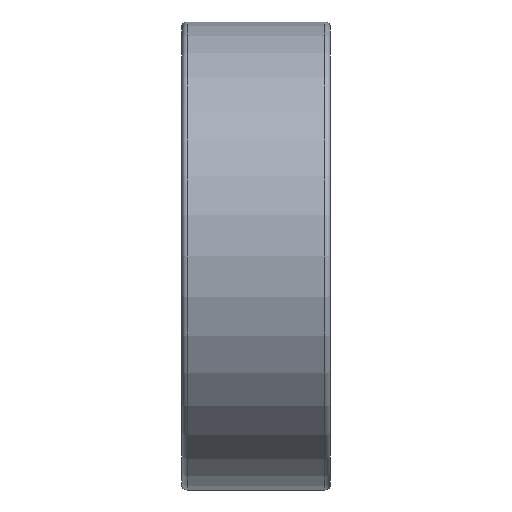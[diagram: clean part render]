
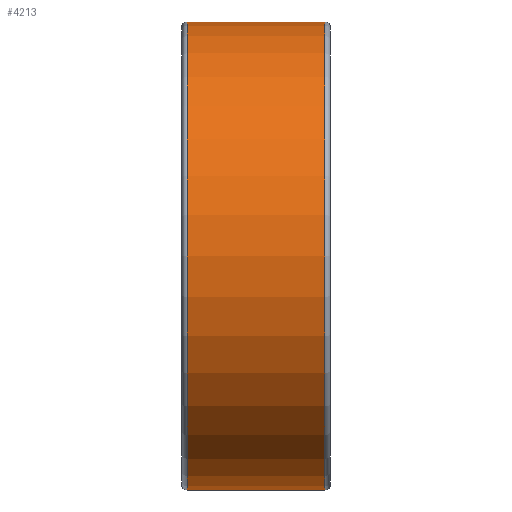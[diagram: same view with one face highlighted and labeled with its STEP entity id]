
A CAD part, front view. The second image highlights one B-rep face of the part: STEP entity #4213.
In plain terms, the highlighted cylindrical face has radius 11 mm (diameter 22 mm), a partial arc.
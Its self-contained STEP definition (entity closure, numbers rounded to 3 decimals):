
#92 = EDGE_CURVE ( 'NONE', #5099, #4456, #3185, .T. ) ;
#140 = AXIS2_PLACEMENT_3D ( 'NONE', #2544, #6559, #6051 ) ;
#175 = CARTESIAN_POINT ( 'NONE',  ( 0., 0., 11. ) ) ;
#283 = LINE ( 'NONE', #4193, #679 ) ;
#552 = CIRCLE ( 'NONE', #1313, 11. ) ;
#669 = CARTESIAN_POINT ( 'NONE',  ( -0.26, 0., 11. ) ) ;
#679 = VECTOR ( 'NONE', #6238, 1000. ) ;
#1142 = ORIENTED_EDGE ( 'NONE', *, *, #5858, .T. ) ;
#1313 = AXIS2_PLACEMENT_3D ( 'NONE', #4667, #2092, #3091 ) ;
#1325 = DIRECTION ( 'NONE',  ( 0., 0., -1. ) ) ;
#2092 = DIRECTION ( 'NONE',  ( 1., 0., 0. ) ) ;
#2178 = CIRCLE ( 'NONE', #5919, 11. ) ;
#2206 = DIRECTION ( 'NONE',  ( 1., 0., 0. ) ) ;
#2308 = CARTESIAN_POINT ( 'NONE',  ( -6.74, 0., 11. ) ) ;
#2328 = CARTESIAN_POINT ( 'NONE',  ( -6.74, 0., -11. ) ) ;
#2449 = CYLINDRICAL_SURFACE ( 'NONE', #140, 11. ) ;
#2544 = CARTESIAN_POINT ( 'NONE',  ( 0., 0., 0. ) ) ;
#2687 = ORIENTED_EDGE ( 'NONE', *, *, #92, .F. ) ;
#3091 = DIRECTION ( 'NONE',  ( 0., 0., -1. ) ) ;
#3143 = EDGE_CURVE ( 'NONE', #5099, #6187, #552, .T. ) ;
#3185 = LINE ( 'NONE', #175, #3769 ) ;
#3640 = VERTEX_POINT ( 'NONE', #4496 ) ;
#3769 = VECTOR ( 'NONE', #5190, 1000. ) ;
#4193 = CARTESIAN_POINT ( 'NONE',  ( 0., 0., -11. ) ) ;
#4213 = ADVANCED_FACE ( 'NONE', ( #5012 ), #2449, .T. ) ;
#4456 = VERTEX_POINT ( 'NONE', #669 ) ;
#4463 = ORIENTED_EDGE ( 'NONE', *, *, #3143, .T. ) ;
#4496 = CARTESIAN_POINT ( 'NONE',  ( -0.26, 0., -11. ) ) ;
#4558 = ORIENTED_EDGE ( 'NONE', *, *, #4706, .F. ) ;
#4667 = CARTESIAN_POINT ( 'NONE',  ( -6.74, 0., 0. ) ) ;
#4704 = CARTESIAN_POINT ( 'NONE',  ( -0.26, 0., 0. ) ) ;
#4706 = EDGE_CURVE ( 'NONE', #4456, #3640, #2178, .T. ) ;
#5012 = FACE_OUTER_BOUND ( 'NONE', #5823, .T. ) ;
#5099 = VERTEX_POINT ( 'NONE', #2308 ) ;
#5190 = DIRECTION ( 'NONE',  ( 1., 0., 0. ) ) ;
#5823 = EDGE_LOOP ( 'NONE', ( #2687, #4463, #1142, #4558 ) ) ;
#5858 = EDGE_CURVE ( 'NONE', #6187, #3640, #283, .T. ) ;
#5919 = AXIS2_PLACEMENT_3D ( 'NONE', #4704, #2206, #1325 ) ;
#6051 = DIRECTION ( 'NONE',  ( 0., 0., -1. ) ) ;
#6187 = VERTEX_POINT ( 'NONE', #2328 ) ;
#6238 = DIRECTION ( 'NONE',  ( 1., 0., 0. ) ) ;
#6559 = DIRECTION ( 'NONE',  ( 1., 0., 0. ) ) ;
